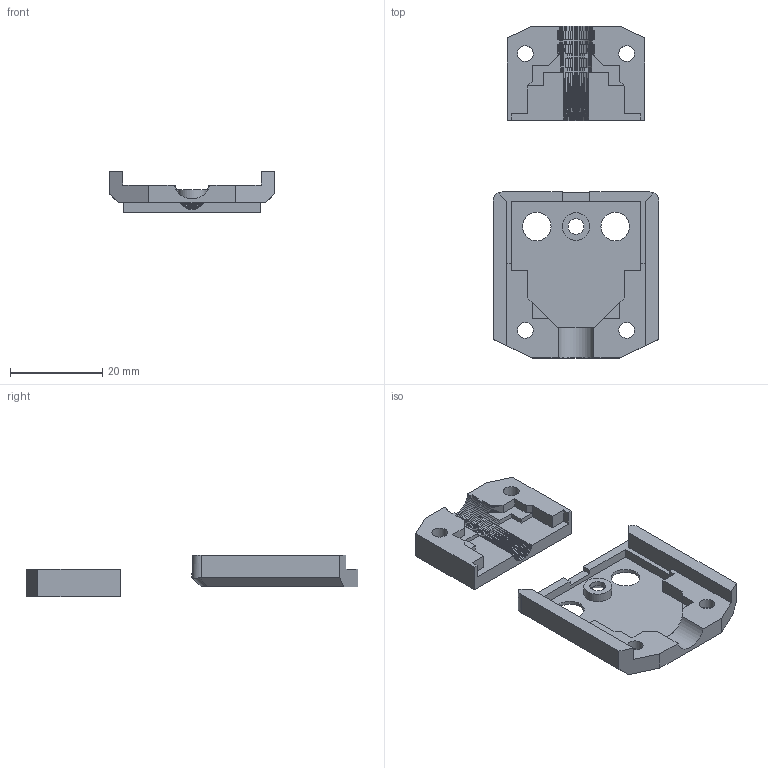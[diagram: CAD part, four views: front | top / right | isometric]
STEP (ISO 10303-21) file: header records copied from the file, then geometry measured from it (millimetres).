
FILE_DESCRIPTION(/* description */ (''),/* implementation_level */ '2;1');
FILE_NAME(/* name */ 'Bed Cable Cover_v8.step',/* time_stamp */ '2020-09-23T18:01:06-07:00',/* author */ (''),/* organization */ (''),/* preprocessor_version */ 'ST-DEVELOPER v18.1',/* originating_system */ 'Autodesk Translation Framework v9.3.0.1241',/* authorisation */ '');
FILE_SCHEMA (('AUTOMOTIVE_DESIGN { 1 0 10303 214 3 1 1 }'));
Length unit declared in the file: millimetre
Products named in the file (1): Bed Cable Cover
Bounding box: 36 x 72 x 9 mm (x, y, z)
Volume: 5247.8 mm3; surface area: 5529.4 mm2
Topology: 2 solids, 2 shells, 519 faces, 1207 edges, 695 vertices
Faces by surface type: plane 503, cylinder 13, cone 3
Full cylindrical faces by diameter (mm): 3.4 x5, 6 x1, 6.2 x2
Entity records: 14103 total; most frequent: CARTESIAN_POINT 2422, ORIENTED_EDGE 2414, DIRECTION 2281, EDGE_CURVE 1207, LINE 1173, VECTOR 1173, VERTEX_POINT 695, AXIS2_PLACEMENT_3D 554
